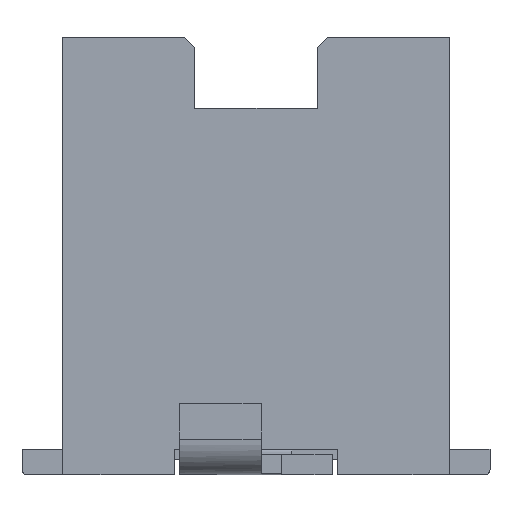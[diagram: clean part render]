
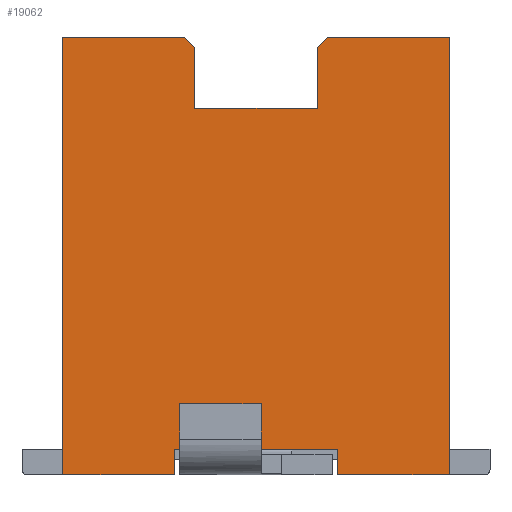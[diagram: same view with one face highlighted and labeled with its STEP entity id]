
A CAD part, left-side view. The second image highlights one B-rep face of the part: STEP entity #19062.
In plain terms, the highlighted planar face has unit normal (-1, 0, 0).
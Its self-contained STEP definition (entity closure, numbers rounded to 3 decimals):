
#596=FACE_OUTER_BOUND('',#1650,.T.);
#1650=EDGE_LOOP('',(#12641,#12642,#12643,#12644,#12645,#12646,#12647,#12648,
#12649,#12650,#12651,#12652,#12653,#12654));
#2856=LINE('',#27165,#5394);
#2857=LINE('',#27167,#5395);
#2858=LINE('',#27169,#5396);
#2859=LINE('',#27171,#5397);
#2860=LINE('',#27173,#5398);
#2861=LINE('',#27175,#5399);
#2862=LINE('',#27177,#5400);
#2863=LINE('',#27179,#5401);
#2864=LINE('',#27181,#5402);
#2865=LINE('',#27183,#5403);
#2866=LINE('',#27185,#5404);
#2867=LINE('',#27187,#5405);
#2868=LINE('',#27189,#5406);
#2869=LINE('',#27190,#5407);
#5394=VECTOR('',#21770,1.1);
#5395=VECTOR('',#21771,4.3);
#5396=VECTOR('',#21772,1.2);
#5397=VECTOR('',#21773,0.141);
#5398=VECTOR('',#21774,0.6);
#5399=VECTOR('',#21775,1.2);
#5400=VECTOR('',#21776,0.6);
#5401=VECTOR('',#21777,0.141);
#5402=VECTOR('',#21778,1.2);
#5403=VECTOR('',#21779,4.3);
#5404=VECTOR('',#21780,1.1);
#5405=VECTOR('',#21781,0.25);
#5406=VECTOR('',#21782,1.6);
#5407=VECTOR('',#21783,0.25);
#7935=VERTEX_POINT('',#27163);
#7936=VERTEX_POINT('',#27164);
#7937=VERTEX_POINT('',#27166);
#7938=VERTEX_POINT('',#27168);
#7939=VERTEX_POINT('',#27170);
#7940=VERTEX_POINT('',#27172);
#7941=VERTEX_POINT('',#27174);
#7942=VERTEX_POINT('',#27176);
#7943=VERTEX_POINT('',#27178);
#7944=VERTEX_POINT('',#27180);
#7945=VERTEX_POINT('',#27182);
#7946=VERTEX_POINT('',#27184);
#7947=VERTEX_POINT('',#27186);
#7948=VERTEX_POINT('',#27188);
#9804=EDGE_CURVE('',#7935,#7936,#2856,.T.);
#9805=EDGE_CURVE('',#7936,#7937,#2857,.T.);
#9806=EDGE_CURVE('',#7938,#7937,#2858,.T.);
#9807=EDGE_CURVE('',#7939,#7938,#2859,.T.);
#9808=EDGE_CURVE('',#7939,#7940,#2860,.T.);
#9809=EDGE_CURVE('',#7940,#7941,#2861,.T.);
#9810=EDGE_CURVE('',#7941,#7942,#2862,.T.);
#9811=EDGE_CURVE('',#7943,#7942,#2863,.T.);
#9812=EDGE_CURVE('',#7944,#7943,#2864,.T.);
#9813=EDGE_CURVE('',#7945,#7944,#2865,.T.);
#9814=EDGE_CURVE('',#7945,#7946,#2866,.T.);
#9815=EDGE_CURVE('',#7946,#7947,#2867,.T.);
#9816=EDGE_CURVE('',#7947,#7948,#2868,.T.);
#9817=EDGE_CURVE('',#7948,#7935,#2869,.T.);
#12641=ORIENTED_EDGE('',*,*,#9804,.T.);
#12642=ORIENTED_EDGE('',*,*,#9805,.T.);
#12643=ORIENTED_EDGE('',*,*,#9806,.F.);
#12644=ORIENTED_EDGE('',*,*,#9807,.F.);
#12645=ORIENTED_EDGE('',*,*,#9808,.T.);
#12646=ORIENTED_EDGE('',*,*,#9809,.T.);
#12647=ORIENTED_EDGE('',*,*,#9810,.T.);
#12648=ORIENTED_EDGE('',*,*,#9811,.F.);
#12649=ORIENTED_EDGE('',*,*,#9812,.F.);
#12650=ORIENTED_EDGE('',*,*,#9813,.F.);
#12651=ORIENTED_EDGE('',*,*,#9814,.T.);
#12652=ORIENTED_EDGE('',*,*,#9815,.T.);
#12653=ORIENTED_EDGE('',*,*,#9816,.T.);
#12654=ORIENTED_EDGE('',*,*,#9817,.T.);
#18156=PLANE('',#20164);
#19062=ADVANCED_FACE('',(#596),#18156,.T.);
#20164=AXIS2_PLACEMENT_3D('',#27162,#21768,#21769);
#21768=DIRECTION('center_axis',(-1.,0.,0.));
#21769=DIRECTION('ref_axis',(0.,1.,0.));
#21770=DIRECTION('',(0.,-1.,0.));
#21771=DIRECTION('',(0.,0.,1.));
#21772=DIRECTION('',(0.,-1.,0.));
#21773=DIRECTION('',(0.,-0.707,0.707));
#21774=DIRECTION('',(0.,0.,-1.));
#21775=DIRECTION('',(0.,1.,0.));
#21776=DIRECTION('',(0.,0.,1.));
#21777=DIRECTION('',(0.,-0.707,-0.707));
#21778=DIRECTION('',(0.,-1.,0.));
#21779=DIRECTION('',(0.,0.,1.));
#21780=DIRECTION('',(0.,-1.,0.));
#21781=DIRECTION('',(0.,0.,1.));
#21782=DIRECTION('',(0.,-1.,0.));
#21783=DIRECTION('',(0.,0.,-1.));
#27162=CARTESIAN_POINT('Origin',(-3.6,-1.9,0.));
#27163=CARTESIAN_POINT('',(-3.6,-0.8,0.));
#27164=CARTESIAN_POINT('',(-3.6,-1.9,0.));
#27165=CARTESIAN_POINT('',(-3.6,-78.1,0.));
#27166=CARTESIAN_POINT('',(-3.6,-1.9,4.3));
#27167=CARTESIAN_POINT('',(-3.6,-1.9,0.));
#27168=CARTESIAN_POINT('',(-3.6,-0.7,4.3));
#27169=CARTESIAN_POINT('',(-3.6,1.9,4.3));
#27170=CARTESIAN_POINT('',(-3.6,-0.6,4.2));
#27171=CARTESIAN_POINT('',(-3.6,3.6,0.));
#27172=CARTESIAN_POINT('',(-3.6,-0.6,3.6));
#27173=CARTESIAN_POINT('',(-3.6,-0.6,0.));
#27174=CARTESIAN_POINT('',(-3.6,0.6,3.6));
#27175=CARTESIAN_POINT('',(-3.6,-78.1,3.6));
#27176=CARTESIAN_POINT('',(-3.6,0.6,4.2));
#27177=CARTESIAN_POINT('',(-3.6,0.6,0.));
#27178=CARTESIAN_POINT('',(-3.6,0.7,4.3));
#27179=CARTESIAN_POINT('',(-3.6,-3.6,0.));
#27180=CARTESIAN_POINT('',(-3.6,1.9,4.3));
#27181=CARTESIAN_POINT('',(-3.6,1.9,4.3));
#27182=CARTESIAN_POINT('',(-3.6,1.9,0.));
#27183=CARTESIAN_POINT('',(-3.6,1.9,0.));
#27184=CARTESIAN_POINT('',(-3.6,0.8,0.));
#27185=CARTESIAN_POINT('',(-3.6,-78.1,0.));
#27186=CARTESIAN_POINT('',(-3.6,0.8,0.25));
#27187=CARTESIAN_POINT('',(-3.6,0.8,0.));
#27188=CARTESIAN_POINT('',(-3.6,-0.8,0.25));
#27189=CARTESIAN_POINT('',(-3.6,-78.1,0.25));
#27190=CARTESIAN_POINT('',(-3.6,-0.8,0.));
